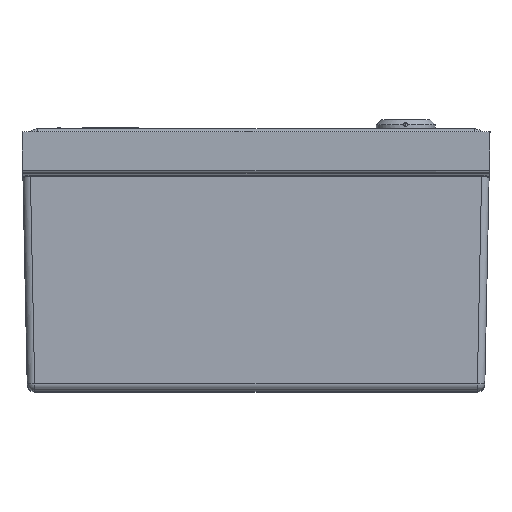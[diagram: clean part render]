
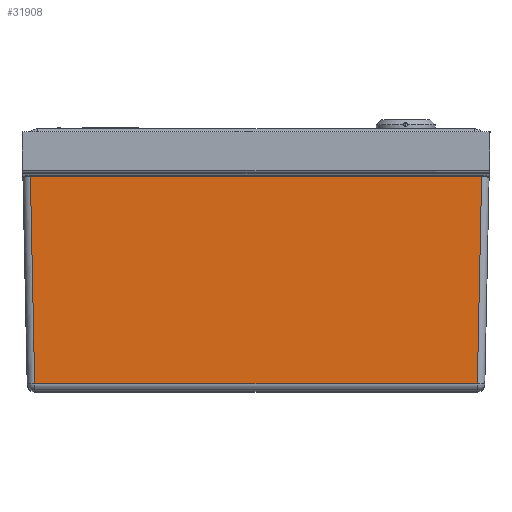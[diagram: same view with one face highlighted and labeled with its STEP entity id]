
A CAD part, top view. The second image highlights one B-rep face of the part: STEP entity #31908.
In plain terms, the highlighted planar face has unit normal (0, -0.014, 1).
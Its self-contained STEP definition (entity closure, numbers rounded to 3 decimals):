
#8389=DIRECTION('',(0.021,1.,0.014));
#8390=VECTOR('',#8389,111.065);
#8391=CARTESIAN_POINT('',(118.581,3.943,139.057));
#8392=LINE('',#8391,#8390);
#8393=DIRECTION('',(0.021,-1.,-0.014));
#8394=VECTOR('',#8393,111.065);
#8395=CARTESIAN_POINT('',(-120.866,114.972,140.648));
#8396=LINE('',#8395,#8394);
#8548=DIRECTION('',(-1.,0.,0.));
#8549=VECTOR('',#8548,237.163);
#8550=CARTESIAN_POINT('',(118.581,3.943,139.057));
#8551=LINE('',#8550,#8549);
#11684=DIRECTION('',(1.,0.,0.));
#11685=VECTOR('',#11684,241.732);
#11686=CARTESIAN_POINT('',(-120.866,114.972,
140.648));
#11687=LINE('',#11686,#11685);
#15138=CARTESIAN_POINT('',(-120.866,114.972,
140.648));
#15139=CARTESIAN_POINT('',(120.866,114.972,140.648));
#15140=VERTEX_POINT('',#15138);
#15141=VERTEX_POINT('',#15139);
#15142=CARTESIAN_POINT('',(-118.581,3.943,
139.057));
#15143=VERTEX_POINT('',#15142);
#15144=CARTESIAN_POINT('',(118.581,3.943,139.057));
#15145=VERTEX_POINT('',#15144);
#31894=CARTESIAN_POINT('',(200.,115.386,140.654));
#31895=DIRECTION('',(0.,0.014,-1.));
#31896=DIRECTION('',(0.,1.,0.014));
#31897=AXIS2_PLACEMENT_3D('',#31894,#31895,#31896);
#31898=PLANE('',#31897);
#31900=ORIENTED_EDGE('',*,*,#31899,.F.);
#31902=ORIENTED_EDGE('',*,*,#31901,.T.);
#31903=ORIENTED_EDGE('',*,*,#31884,.F.);
#31905=ORIENTED_EDGE('',*,*,#31904,.T.);
#31906=EDGE_LOOP('',(#31900,#31902,#31903,#31905));
#31907=FACE_OUTER_BOUND('',#31906,.F.);
#31884=EDGE_CURVE('',#15140,#15143,#8396,.T.);
#31899=EDGE_CURVE('',#15145,#15141,#8392,.T.);
#31901=EDGE_CURVE('',#15145,#15143,#8551,.T.);
#31904=EDGE_CURVE('',#15140,#15141,#11687,.T.);
#31908=ADVANCED_FACE('',(#31907),#31898,.F.);
